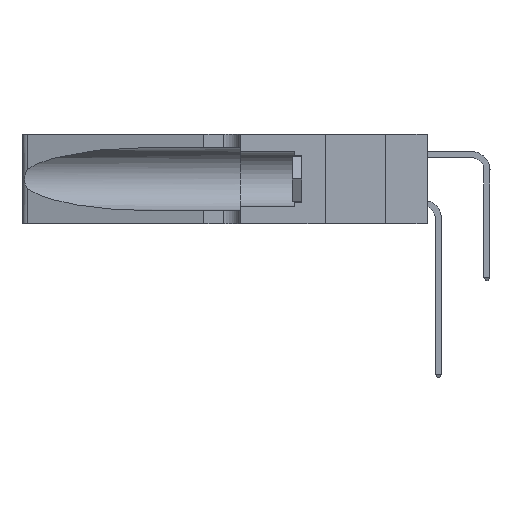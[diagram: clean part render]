
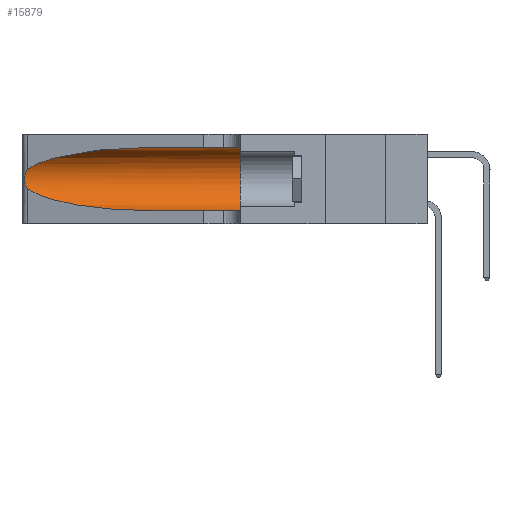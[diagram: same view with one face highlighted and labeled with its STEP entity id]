
A CAD part, left-side view. The second image highlights one B-rep face of the part: STEP entity #15879.
In plain terms, the highlighted cylindrical face has radius 3.308 mm (diameter 6.617 mm), a partial arc.
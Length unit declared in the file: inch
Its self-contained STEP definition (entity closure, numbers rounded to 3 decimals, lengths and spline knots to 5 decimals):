
#236 = CARTESIAN_POINT ( 'NONE',  ( 0.1305, 0.35, 0.05475 ) ) ;
#1262 = CARTESIAN_POINT ( 'NONE',  ( 0.26018, 1.23835, 0.19895 ) ) ;
#1285 = CARTESIAN_POINT ( 'NONE',  ( 0.1305, 0.72297, 0.05475 ) ) ;
#1732 = DIRECTION ( 'NONE',  ( 0., -1., 0. ) ) ;
#1915 = CARTESIAN_POINT ( 'NONE',  ( 0.25487, 1.22718, 0.14631 ) ) ;
#2047 = EDGE_CURVE ( 'NONE', #16298, #11206, #13279, .T. ) ;
#2613 = AXIS2_PLACEMENT_3D ( 'NONE', #9272, #9215, #9198 ) ;
#2675 = ORIENTED_EDGE ( 'NONE', *, *, #12127, .T. ) ;
#3094 = CARTESIAN_POINT ( 'NONE',  ( 0.26075, 1.23896, 0.178 ) ) ;
#3613 = VERTEX_POINT ( 'NONE', #14419 ) ;
#3850 = ORIENTED_EDGE ( 'NONE', *, *, #19941, .T. ) ;
#4595 = VECTOR ( 'NONE', #1732, 39.37008 ) ;
#4700 = CARTESIAN_POINT ( 'NONE',  ( 0.25487, 1.22718, 0.14631 ) ) ;
#4870 = CARTESIAN_POINT ( 'NONE',  ( 0.25856, 1.23593, 0.16098 ) ) ;
#4970 = CARTESIAN_POINT ( 'NONE',  ( 0.1305, 1.61858, 0.185 ) ) ;
#5103 =( BOUNDED_CURVE ( )  B_SPLINE_CURVE ( 3, ( #17257, #18939, #8562, #20606 ),
 .UNSPECIFIED., .F., .F. ) 
 B_SPLINE_CURVE_WITH_KNOTS ( ( 4, 4 ),
 ( 1.5708, 2.84003 ),
 .UNSPECIFIED. ) 
 CURVE ( )  GEOMETRIC_REPRESENTATION_ITEM ( )  RATIONAL_B_SPLINE_CURVE ( ( 1., 0.87, 0.87, 1. ) ) 
 REPRESENTATION_ITEM ( '' )  );
#5380 = B_SPLINE_CURVE_WITH_KNOTS ( 'NONE', 3,
 ( #8426, #17143, #10218, #22126, #12027, #1262, #13755, #3094, #15509, #4870, #17207, #6688, #18882, #8502 ),
 .UNSPECIFIED., .F., .F.,
 ( 4, 2, 2, 2, 2, 2, 4 ),
 ( 0., 0.00027, 0.00053, 0.00107, 0.0016, 0.00187, 0.00214 ),
 .UNSPECIFIED. ) ;
#6688 = CARTESIAN_POINT ( 'NONE',  ( 0.25639, 1.23186, 0.15144 ) ) ;
#6854 =( BOUNDED_CURVE ( )  B_SPLINE_CURVE ( 3, ( #4700, #18714, #8320, #20392 ),
 .UNSPECIFIED., .F., .F. ) 
 B_SPLINE_CURVE_WITH_KNOTS ( ( 4, 4 ),
 ( 3.44316, 4.71239 ),
 .UNSPECIFIED. ) 
 CURVE ( )  GEOMETRIC_REPRESENTATION_ITEM ( )  RATIONAL_B_SPLINE_CURVE ( ( 1., 0.87, 0.87, 1. ) ) 
 REPRESENTATION_ITEM ( '' )  );
#7154 = CARTESIAN_POINT ( 'NONE',  ( 0.1305, 1.61858, 0.05475 ) ) ;
#7853 = VERTEX_POINT ( 'NONE', #1285 ) ;
#8320 = CARTESIAN_POINT ( 'NONE',  ( 0.18966, 0.96281, 0.05475 ) ) ;
#8426 = CARTESIAN_POINT ( 'NONE',  ( 0.25487, 1.22718, 0.22369 ) ) ;
#8502 = CARTESIAN_POINT ( 'NONE',  ( 0.25487, 1.22718, 0.14631 ) ) ;
#8562 = CARTESIAN_POINT ( 'NONE',  ( 0.2373, 1.15595, 0.28018 ) ) ;
#8848 = EDGE_LOOP ( 'NONE', ( #13906, #3850, #12265, #2675, #19300, #15690 ) ) ;
#9198 = DIRECTION ( 'NONE',  ( 0., 0., 1. ) ) ;
#9215 = DIRECTION ( 'NONE',  ( 0., 1., 0. ) ) ;
#9272 = CARTESIAN_POINT ( 'NONE',  ( 0.1305, 0.35, 0.185 ) ) ;
#9935 = LINE ( 'NONE', #7154, #4595 ) ;
#10218 = CARTESIAN_POINT ( 'NONE',  ( 0.25639, 1.23184, 0.21858 ) ) ;
#11206 = VERTEX_POINT ( 'NONE', #236 ) ;
#12027 = CARTESIAN_POINT ( 'NONE',  ( 0.25854, 1.2359, 0.20912 ) ) ;
#12087 = LINE ( 'NONE', #21709, #20577 ) ;
#12127 = EDGE_CURVE ( 'NONE', #7853, #11206, #9935, .T. ) ;
#12265 = ORIENTED_EDGE ( 'NONE', *, *, #18569, .T. ) ;
#13279 = CIRCLE ( 'NONE', #2613, 0.13025 ) ;
#13755 = CARTESIAN_POINT ( 'NONE',  ( 0.26075, 1.23896, 0.19203 ) ) ;
#13906 = ORIENTED_EDGE ( 'NONE', *, *, #20497, .T. ) ;
#14419 = CARTESIAN_POINT ( 'NONE',  ( 0.1305, 0.72297, 0.31525 ) ) ;
#14974 = DIRECTION ( 'NONE',  ( 0., -1., 0. ) ) ;
#15509 = CARTESIAN_POINT ( 'NONE',  ( 0.26017, 1.23833, 0.17102 ) ) ;
#15690 = ORIENTED_EDGE ( 'NONE', *, *, #15776, .F. ) ;
#15776 = EDGE_CURVE ( 'NONE', #3613, #16298, #12087, .T. ) ;
#15879 = ADVANCED_FACE ( 'NONE', ( #19018 ), #18485, .F. ) ;
#16065 = VERTEX_POINT ( 'NONE', #1915 ) ;
#16298 = VERTEX_POINT ( 'NONE', #16692 ) ;
#16462 = AXIS2_PLACEMENT_3D ( 'NONE', #4970, #17295, #20641 ) ;
#16692 = CARTESIAN_POINT ( 'NONE',  ( 0.1305, 0.35, 0.31525 ) ) ;
#17143 = CARTESIAN_POINT ( 'NONE',  ( 0.25555, 1.22994, 0.2215 ) ) ;
#17207 = CARTESIAN_POINT ( 'NONE',  ( 0.25789, 1.23486, 0.15765 ) ) ;
#17257 = CARTESIAN_POINT ( 'NONE',  ( 0.1305, 0.72297, 0.31525 ) ) ;
#17295 = DIRECTION ( 'NONE',  ( 0., -1., 0. ) ) ;
#18115 = VERTEX_POINT ( 'NONE', #19249 ) ;
#18485 = CYLINDRICAL_SURFACE ( 'NONE', #16462, 0.13025 ) ;
#18569 = EDGE_CURVE ( 'NONE', #16065, #7853, #6854, .T. ) ;
#18714 = CARTESIAN_POINT ( 'NONE',  ( 0.2373, 1.15595, 0.08982 ) ) ;
#18882 = CARTESIAN_POINT ( 'NONE',  ( 0.25555, 1.22993, 0.14849 ) ) ;
#18939 = CARTESIAN_POINT ( 'NONE',  ( 0.18966, 0.96281, 0.31525 ) ) ;
#19018 = FACE_OUTER_BOUND ( 'NONE', #8848, .T. ) ;
#19249 = CARTESIAN_POINT ( 'NONE',  ( 0.25487, 1.22718, 0.22369 ) ) ;
#19300 = ORIENTED_EDGE ( 'NONE', *, *, #2047, .F. ) ;
#19941 = EDGE_CURVE ( 'NONE', #18115, #16065, #5380, .T. ) ;
#20392 = CARTESIAN_POINT ( 'NONE',  ( 0.1305, 0.72297, 0.05475 ) ) ;
#20497 = EDGE_CURVE ( 'NONE', #3613, #18115, #5103, .T. ) ;
#20577 = VECTOR ( 'NONE', #14974, 39.37008 ) ;
#20606 = CARTESIAN_POINT ( 'NONE',  ( 0.25487, 1.22718, 0.22369 ) ) ;
#20641 = DIRECTION ( 'NONE',  ( 0., 0., -1. ) ) ;
#21709 = CARTESIAN_POINT ( 'NONE',  ( 0.1305, 1.61858, 0.31525 ) ) ;
#22126 = CARTESIAN_POINT ( 'NONE',  ( 0.25787, 1.23484, 0.2124 ) ) ;
